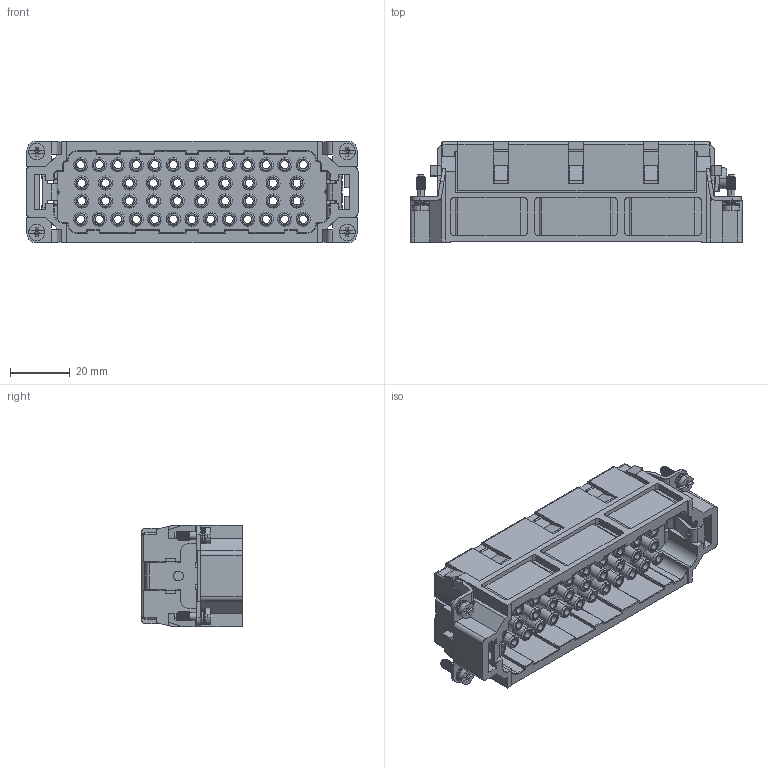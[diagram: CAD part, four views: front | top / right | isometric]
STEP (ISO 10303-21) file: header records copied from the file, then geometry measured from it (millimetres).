
FILE_DESCRIPTION (( 'STEP AP203' ), '1' );
FILE_NAME ('290253046.step', '2025-02-12T17:47:24', ( '' ), ( '' ), 'SwSTEP 2.0', 'SolidWorks 2024', '' );
FILE_SCHEMA (( 'CONFIG_CONTROL_DESIGN' ));
Length unit declared in the file: inch
Products named in the file (1): 290253046
Bounding box: 111 x 33.5 x 33.8 mm (x, y, z)
Volume: 48668.1 mm3; surface area: 55519.4 mm2
Topology: 11 solids, 33 shells, 2909 faces, 7839 edges, 5002 vertices
Faces by surface type: plane 1409, cylinder 1046, bspline 281, cone 173
Entity records: 104108 total; most frequent: CARTESIAN_POINT 32599, ORIENTED_EDGE 15634, DIRECTION 14400, EDGE_CURVE 7817, VERTEX_POINT 5002, AXIS2_PLACEMENT_3D 4982, LINE 4436, VECTOR 4436
